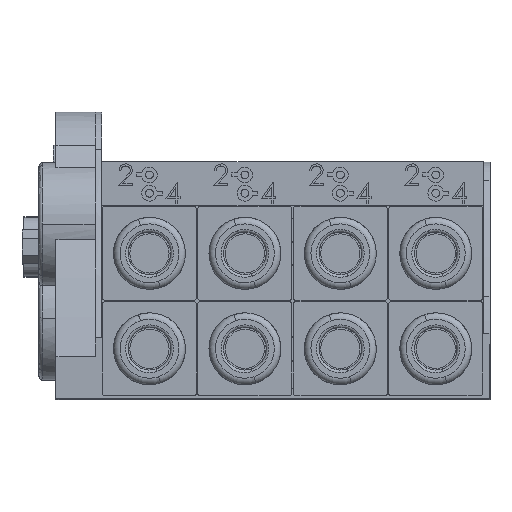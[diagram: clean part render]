
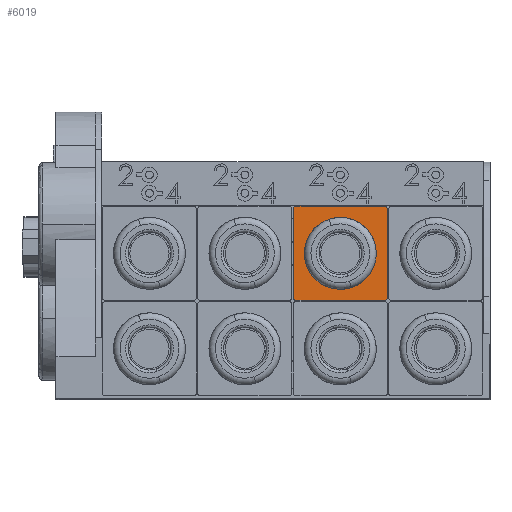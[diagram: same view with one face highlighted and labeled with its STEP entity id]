
A CAD part, top view. The second image highlights one B-rep face of the part: STEP entity #6019.
In plain terms, the highlighted planar face has unit normal (0, 0, 1).
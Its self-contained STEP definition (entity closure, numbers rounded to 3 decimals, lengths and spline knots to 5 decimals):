
#548 = EDGE_CURVE ( 'NONE', #71487, #51707, #74237, .T. ) ;
#864 = ORIENTED_EDGE ( 'NONE', *, *, #42159, .T. ) ;
#1473 = DIRECTION ( 'NONE',  ( 0., 1., 0. ) ) ;
#1567 = CARTESIAN_POINT ( 'NONE',  ( 1.42913, 0.6008, 3.57283 ) ) ;
#2562 = EDGE_CURVE ( 'NONE', #56794, #16923, #68114, .T. ) ;
#5456 = VERTEX_POINT ( 'NONE', #22404 ) ;
#6019 = ADVANCED_FACE ( 'NONE', ( #7480, #36118 ), #11757, .T. ) ;
#6878 = EDGE_CURVE ( 'NONE', #31242, #49622, #39467, .T. ) ;
#7167 = CARTESIAN_POINT ( 'NONE',  ( 1.98582, 0.59055, 3.57283 ) ) ;
#7480 = FACE_BOUND ( 'NONE', #44051, .T. ) ;
#8391 = VECTOR ( 'NONE', #37717, 39.37008 ) ;
#8461 = DIRECTION ( 'NONE',  ( 1., 0., 0. ) ) ;
#8749 = VECTOR ( 'NONE', #1473, 39.37008 ) ;
#9674 = AXIS2_PLACEMENT_3D ( 'NONE', #25811, #32003, #61050 ) ;
#11757 = PLANE ( 'NONE',  #59362 ) ;
#12833 = DIRECTION ( 'NONE',  ( 1., 0., 0. ) ) ;
#13442 = LINE ( 'NONE', #47512, #8749 ) ;
#13938 = ORIENTED_EDGE ( 'NONE', *, *, #548, .T. ) ;
#13941 = AXIS2_PLACEMENT_3D ( 'NONE', #25958, #31386, #67011 ) ;
#14151 = LINE ( 'NONE', #64990, #8391 ) ;
#14652 = VERTEX_POINT ( 'NONE', #65330 ) ;
#15262 = CIRCLE ( 'NONE', #58513, 0.3937 ) ;
#16923 = VERTEX_POINT ( 'NONE', #55147 ) ;
#16973 = CARTESIAN_POINT ( 'NONE',  ( 1.98582, 1.15748, 3.57283 ) ) ;
#18168 = EDGE_CURVE ( 'NONE', #16923, #58459, #14151, .T. ) ;
#21397 = CARTESIAN_POINT ( 'NONE',  ( 1.7126, 0.87402, 3.57283 ) ) ;
#22404 = CARTESIAN_POINT ( 'NONE',  ( 1.99606, 1.14723, 3.57283 ) ) ;
#22574 = EDGE_CURVE ( 'NONE', #51707, #71487, #34335, .T. ) ;
#25414 = CARTESIAN_POINT ( 'NONE',  ( 1.7126, 0.87402, 3.57283 ) ) ;
#25811 = CARTESIAN_POINT ( 'NONE',  ( 1.7126, 0.87402, 3.57283 ) ) ;
#25958 = CARTESIAN_POINT ( 'NONE',  ( 1.7126, 0.87402, 3.57283 ) ) ;
#26604 = CARTESIAN_POINT ( 'NONE',  ( 1.99606, 0.6008, 3.57283 ) ) ;
#27565 = DIRECTION ( 'NONE',  ( 0., 0., 1. ) ) ;
#30448 = ORIENTED_EDGE ( 'NONE', *, *, #22574, .T. ) ;
#30854 = DIRECTION ( 'NONE',  ( 1., 0., 0. ) ) ;
#31242 = VERTEX_POINT ( 'NONE', #7167 ) ;
#31386 = DIRECTION ( 'NONE',  ( 0., 0., 1. ) ) ;
#32003 = DIRECTION ( 'NONE',  ( 0., 0., -1. ) ) ;
#33222 = EDGE_LOOP ( 'NONE', ( #46294, #864, #55370, #47392, #46670, #74681, #63365, #70070 ) ) ;
#34335 = CIRCLE ( 'NONE', #9674, 0.13976 ) ;
#36118 = FACE_OUTER_BOUND ( 'NONE', #33222, .T. ) ;
#36647 = DIRECTION ( 'NONE',  ( 0., 0., -1. ) ) ;
#37717 = DIRECTION ( 'NONE',  ( 0., -1., 0. ) ) ;
#38124 = EDGE_CURVE ( 'NONE', #49622, #5456, #13442, .T. ) ;
#39467 = CIRCLE ( 'NONE', #50583, 0.3937 ) ;
#40347 = CARTESIAN_POINT ( 'NONE',  ( 1.85236, 0.87402, 3.57283 ) ) ;
#40963 = CARTESIAN_POINT ( 'NONE',  ( 1.98582, 1.15748, 3.57283 ) ) ;
#41364 = EDGE_CURVE ( 'NONE', #5456, #59990, #59641, .T. ) ;
#41566 = VECTOR ( 'NONE', #59922, 39.37008 ) ;
#42159 = EDGE_CURVE ( 'NONE', #58459, #14652, #15262, .T. ) ;
#43364 = CARTESIAN_POINT ( 'NONE',  ( 1.57283, 0.87402, 3.57283 ) ) ;
#43569 = EDGE_CURVE ( 'NONE', #14652, #31242, #76328, .T. ) ;
#44051 = EDGE_LOOP ( 'NONE', ( #30448, #13938 ) ) ;
#44222 = DIRECTION ( 'NONE',  ( 1., 0., 0. ) ) ;
#44427 = CARTESIAN_POINT ( 'NONE',  ( 1.7126, 0.87402, 3.57283 ) ) ;
#46162 = VECTOR ( 'NONE', #12833, 39.37008 ) ;
#46294 = ORIENTED_EDGE ( 'NONE', *, *, #18168, .T. ) ;
#46670 = ORIENTED_EDGE ( 'NONE', *, *, #38124, .T. ) ;
#47024 = AXIS2_PLACEMENT_3D ( 'NONE', #25414, #36647, #30854 ) ;
#47392 = ORIENTED_EDGE ( 'NONE', *, *, #6878, .T. ) ;
#47512 = CARTESIAN_POINT ( 'NONE',  ( 1.99606, 0.6008, 3.57283 ) ) ;
#47906 = CARTESIAN_POINT ( 'NONE',  ( 1.7126, 0.87402, 3.57283 ) ) ;
#49401 = CARTESIAN_POINT ( 'NONE',  ( 1.43938, 1.15748, 3.57283 ) ) ;
#49622 = VERTEX_POINT ( 'NONE', #26604 ) ;
#50583 = AXIS2_PLACEMENT_3D ( 'NONE', #47906, #59567, #71566 ) ;
#51707 = VERTEX_POINT ( 'NONE', #40347 ) ;
#52679 = CARTESIAN_POINT ( 'NONE',  ( 1.43938, 0.59055, 3.57283 ) ) ;
#53558 = DIRECTION ( 'NONE',  ( 1., 0., 0. ) ) ;
#53824 = EDGE_CURVE ( 'NONE', #59990, #56794, #59564, .T. ) ;
#53918 = DIRECTION ( 'NONE',  ( 0., 0., 1. ) ) ;
#55147 = CARTESIAN_POINT ( 'NONE',  ( 1.42913, 1.14723, 3.57283 ) ) ;
#55370 = ORIENTED_EDGE ( 'NONE', *, *, #43569, .T. ) ;
#56794 = VERTEX_POINT ( 'NONE', #49401 ) ;
#58459 = VERTEX_POINT ( 'NONE', #1567 ) ;
#58513 = AXIS2_PLACEMENT_3D ( 'NONE', #21397, #27565, #44222 ) ;
#59362 = AXIS2_PLACEMENT_3D ( 'NONE', #65172, #53918, #53558 ) ;
#59564 = LINE ( 'NONE', #40963, #41566 ) ;
#59567 = DIRECTION ( 'NONE',  ( 0., 0., 1. ) ) ;
#59641 = CIRCLE ( 'NONE', #13941, 0.3937 ) ;
#59922 = DIRECTION ( 'NONE',  ( -1., 0., 0. ) ) ;
#59990 = VERTEX_POINT ( 'NONE', #16973 ) ;
#61050 = DIRECTION ( 'NONE',  ( 1., 0., 0. ) ) ;
#61467 = DIRECTION ( 'NONE',  ( 0., 0., 1. ) ) ;
#63365 = ORIENTED_EDGE ( 'NONE', *, *, #53824, .T. ) ;
#64990 = CARTESIAN_POINT ( 'NONE',  ( 1.42913, 1.14723, 3.57283 ) ) ;
#65172 = CARTESIAN_POINT ( 'NONE',  ( 1.7126, 0.87402, 3.57283 ) ) ;
#65330 = CARTESIAN_POINT ( 'NONE',  ( 1.43938, 0.59055, 3.57283 ) ) ;
#67011 = DIRECTION ( 'NONE',  ( 1., 0., 0. ) ) ;
#68114 = CIRCLE ( 'NONE', #73114, 0.3937 ) ;
#70070 = ORIENTED_EDGE ( 'NONE', *, *, #2562, .T. ) ;
#71487 = VERTEX_POINT ( 'NONE', #43364 ) ;
#71566 = DIRECTION ( 'NONE',  ( 1., 0., 0. ) ) ;
#73114 = AXIS2_PLACEMENT_3D ( 'NONE', #44427, #61467, #8461 ) ;
#74237 = CIRCLE ( 'NONE', #47024, 0.13976 ) ;
#74681 = ORIENTED_EDGE ( 'NONE', *, *, #41364, .T. ) ;
#76328 = LINE ( 'NONE', #52679, #46162 ) ;
